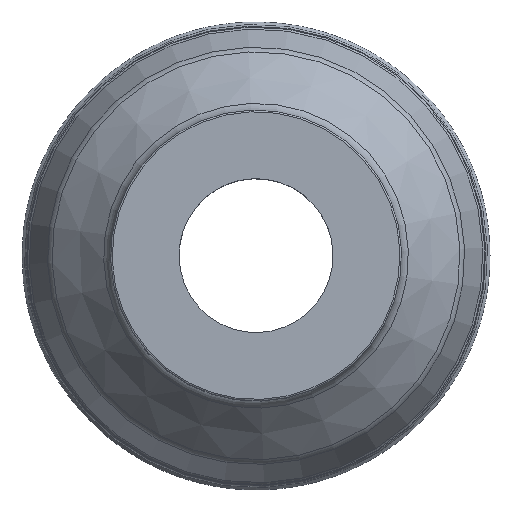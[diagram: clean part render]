
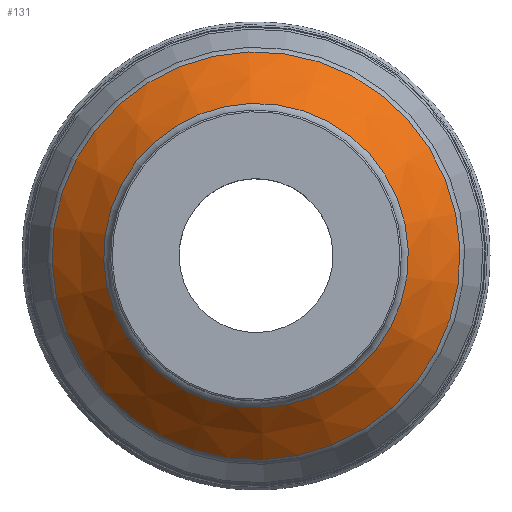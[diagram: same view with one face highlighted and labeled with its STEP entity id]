
A CAD part, top view. The second image highlights one B-rep face of the part: STEP entity #131.
In plain terms, the highlighted conical face has half-angle 44.334 degrees and reference radius 51.197 mm.
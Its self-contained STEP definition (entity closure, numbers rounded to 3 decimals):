
#107=CONICAL_SURFACE('',#560,51.197,44.334);
#131=ADVANCED_FACE('CN_SU3',(#188,#189),#107,.T.);
#188=FACE_BOUND('',#247,.T.);
#189=FACE_BOUND('',#248,.T.);
#247=EDGE_LOOP('',(#305));
#248=EDGE_LOOP('',(#306));
#305=ORIENTED_EDGE('',*,*,#381,.T.);
#306=ORIENTED_EDGE('',*,*,#382,.T.);
#351=VERTEX_POINT('',#799);
#352=VERTEX_POINT('',#801);
#381=EDGE_CURVE('',#351,#351,#410,.T.);
#382=EDGE_CURVE('',#352,#352,#411,.T.);
#410=CIRCLE('',#558,50.483);
#411=CIRCLE('',#559,37.708);
#558=AXIS2_PLACEMENT_3D('',#798,#671,#672);
#559=AXIS2_PLACEMENT_3D('',#800,#673,#674);
#560=AXIS2_PLACEMENT_3D('',#802,#675,#676);
#671=DIRECTION('',(0.,0.,1.));
#672=DIRECTION('',(0.978,0.208,0.));
#673=DIRECTION('',(0.,0.,-1.));
#674=DIRECTION('',(-0.978,-0.208,0.));
#675=DIRECTION('',(0.,0.,-1.));
#676=DIRECTION('',(-0.978,-0.208,0.));
#798=CARTESIAN_POINT('',(0.,0.,-32.269));
#799=CARTESIAN_POINT('',(49.38,10.496,-32.269));
#800=CARTESIAN_POINT('',(0.,0.,-19.193));
#801=CARTESIAN_POINT('',(-36.884,-7.84,-19.193));
#802=CARTESIAN_POINT('',(0.,0.,-33.));
